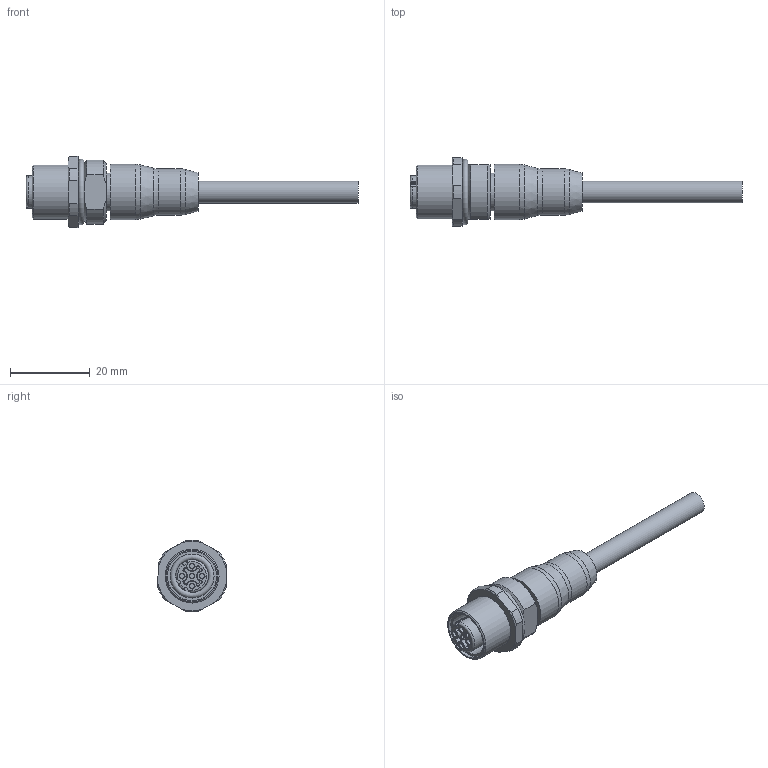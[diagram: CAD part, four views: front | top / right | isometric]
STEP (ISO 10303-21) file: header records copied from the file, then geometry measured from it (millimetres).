
FILE_DESCRIPTION(/* description */ (''),/* implementation_level */ '2;1');
FILE_NAME(/* name */ 'IE-FKSY4_029-m_16_stp.stp',/* time_stamp */ '2016-03-11T13:09:46+01:00',/* author */ (''),/* organization */ (''),/* preprocessor_version */ 'ST-DEVELOPER v16',/* originating_system */ 'SIEMENS PLM Software NX 10.0',/* authorisation */ '');
FILE_SCHEMA (('AUTOMOTIVE_DESIGN { 1 0 10303 214 3 1 1 1 }'));
Length unit declared in the file: millimetre
Products named in the file (1): IE-FKSY4_029-m_16_stp
Bounding box: 83 x 17 x 17.96 mm (x, y, z)
Volume: 6583.7 mm3; surface area: 3765.9 mm2
Topology: 1 solids, 1 shells, 151 faces, 374 edges, 243 vertices
Faces by surface type: cylinder 47, cone 46, plane 40, torus 10, bspline 8
Full cylindrical faces by diameter (mm): 1.1 x3, 1.15 x1, 1.5 x4, 5.5 x1, 9.4 x1, 11 x1, 11.6 x1, 12.3 x1, 13.5 x2, 13.8 x1
Entity records: 4560 total; most frequent: CARTESIAN_POINT 1077, DIRECTION 765, ORIENTED_EDGE 670, EDGE_CURVE 335, AXIS2_PLACEMENT_3D 326, VERTEX_POINT 229, EDGE_LOOP 194, CIRCLE 182
